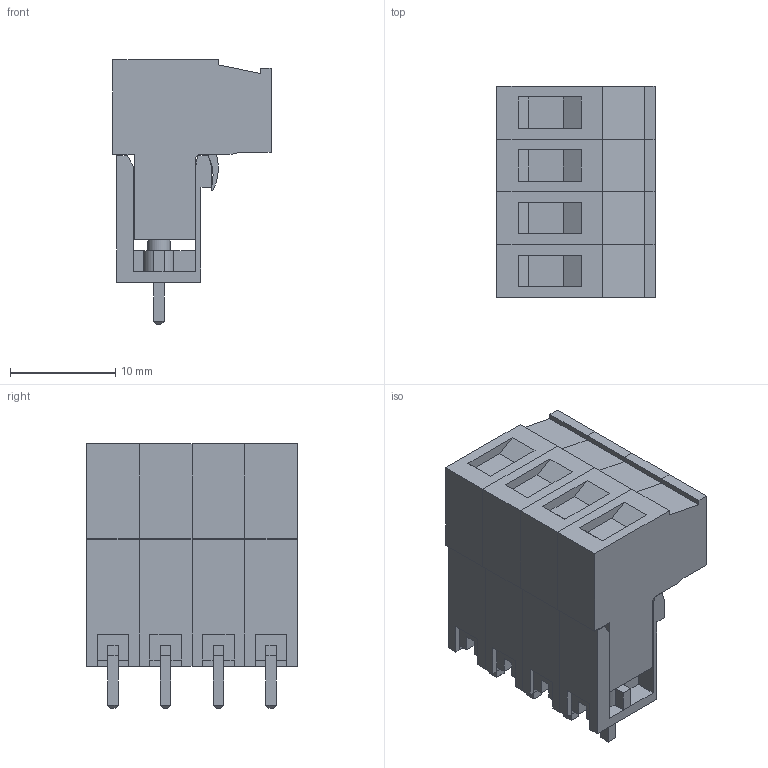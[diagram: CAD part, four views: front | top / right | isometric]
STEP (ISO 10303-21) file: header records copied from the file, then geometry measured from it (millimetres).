
FILE_DESCRIPTION(('FreeCAD Model'),'2;1');
FILE_NAME('AK_H_4.stp', '2017-10-01T11:59:05',('Author'),(''), 'Open CASCADE STEP processor 6.8','FreeCAD','Unknown');
FILE_SCHEMA(('AUTOMOTIVE_DESIGN_CC2 { 1 2 10303 214 -1 1 5 4 }'));
Length unit declared in the file: millimetre
Products named in the file (5): ASSEMBLY; Array; Array001; Array002; Array003
Assembly tree (4 placements, depth 2):
  ASSEMBLY
    Array
    Array001
    Array002
    Array003
Bounding box: 15 x 20 x 25.1 mm (x, y, z)
Volume: 4154.8 mm3; surface area: 4902.2 mm2
Topology: 15 solids, 15 shells, 442 faces, 1100 edges, 696 vertices
Faces by surface type: plane 409, cylinder 30, bspline 3
Full cylindrical faces by diameter (mm): 2.13 x4, 4 x4
Entity records: 29169 total; most frequent: CARTESIAN_POINT 6783, DIRECTION 4046, LINE 2974, VECTOR 2974, ORIENTED_EDGE 2232, PCURVE 2200, DEFINITIONAL_REPRESENTATION 2200, EDGE_CURVE 1100
